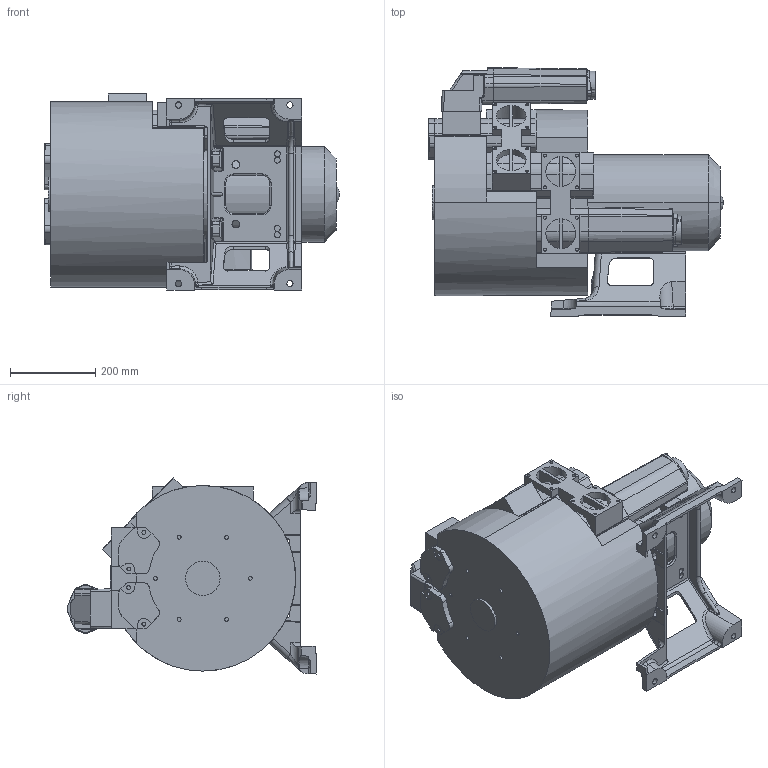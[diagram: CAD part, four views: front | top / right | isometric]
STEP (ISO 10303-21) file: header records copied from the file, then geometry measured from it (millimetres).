
FILE_DESCRIPTION(/* description */ (''),/* implementation_level */ '2;1');
FILE_NAME(/* name */ '3RB 250-3AAP31-50HZ.stp',/* time_stamp */ '2025-12-23T11:17:14+08:00',/* author */ (''),/* organization */ (''),/* preprocessor_version */ 'ST-DEVELOPER v16',/* originating_system */ 'SIEMENS PLM Software NX 11.0',/* authorisation */ '');
FILE_SCHEMA (('AUTOMOTIVE_DESIGN { 1 0 10303 214 3 1 1 1 }'));
Length unit declared in the file: millimetre
Products named in the file (1): Admi29189263p4f6
Bounding box: 692.95 x 585.05 x 460.93 mm (x, y, z)
Volume: 71487435.7 mm3; surface area: 1821157.5 mm2
Topology: 1 solids, 8 shells, 1156 faces, 3064 edges, 1994 vertices
Faces by surface type: plane 514, cylinder 489, bspline 110, cone 25, torus 12, sphere 6
Entity records: 44816 total; most frequent: CARTESIAN_POINT 17141, ORIENTED_EDGE 6120, DIRECTION 5351, EDGE_CURVE 3060, VERTEX_POINT 1994, AXIS2_PLACEMENT_3D 1894, LINE 1563, VECTOR 1563
